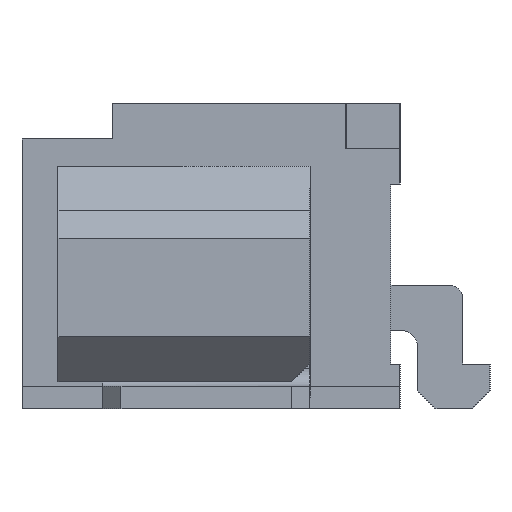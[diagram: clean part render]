
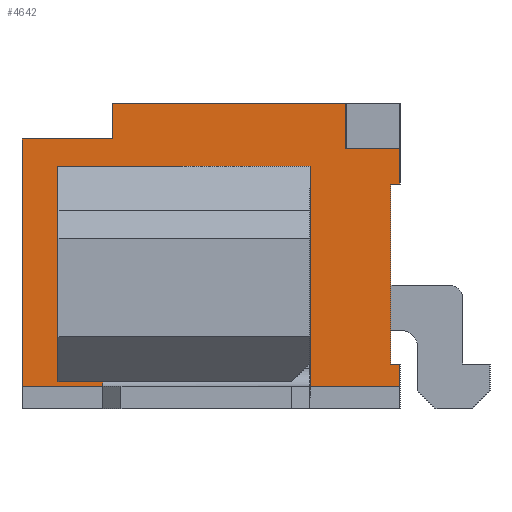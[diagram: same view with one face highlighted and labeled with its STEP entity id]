
A CAD part, left-side view. The second image highlights one B-rep face of the part: STEP entity #4642.
In plain terms, the highlighted planar face has unit normal (-1, 0, 0).
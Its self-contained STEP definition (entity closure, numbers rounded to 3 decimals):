
#69=DIRECTION('',(0.,0.,1.));
#70=VECTOR('',#69,0.25);
#71=CARTESIAN_POINT('',(-4.625,-2.1,-1.45));
#72=LINE('',#71,#70);
#165=DIRECTION('',(0.,0.,1.));
#166=VECTOR('',#165,0.4);
#167=CARTESIAN_POINT('',(-4.625,-2.1,0.8));
#168=LINE('',#167,#166);
#169=DIRECTION('',(0.,0.,1.));
#170=VECTOR('',#169,2.4);
#171=CARTESIAN_POINT('',(-4.625,-1.1,-1.4));
#172=LINE('',#171,#170);
#173=DIRECTION('',(0.,-1.,0.));
#174=VECTOR('',#173,2.8);
#175=CARTESIAN_POINT('',(-4.625,1.7,1.));
#176=LINE('',#175,#174);
#177=DIRECTION('',(0.,0.,1.));
#178=VECTOR('',#177,2.4);
#179=CARTESIAN_POINT('',(-4.625,1.7,-1.4));
#180=LINE('',#179,#178);
#181=DIRECTION('',(0.,-1.,0.));
#182=VECTOR('',#181,2.8);
#183=CARTESIAN_POINT('',(-4.625,1.7,-1.4));
#184=LINE('',#183,#182);
#185=DIRECTION('',(0.,1.,0.));
#186=VECTOR('',#185,0.6);
#187=CARTESIAN_POINT('',(-4.625,-2.1,1.2));
#188=LINE('',#187,#186);
#189=DIRECTION('',(0.,1.,0.));
#190=VECTOR('',#189,0.1);
#191=CARTESIAN_POINT('',(-4.625,-2.1,0.8));
#192=LINE('',#191,#190);
#193=DIRECTION('',(0.,0.,1.));
#194=VECTOR('',#193,2.);
#195=CARTESIAN_POINT('',(-4.625,-2.,-1.2));
#196=LINE('',#195,#194);
#197=DIRECTION('',(0.,1.,0.));
#198=VECTOR('',#197,0.1);
#199=CARTESIAN_POINT('',(-4.625,-2.1,-1.2));
#200=LINE('',#199,#198);
#201=DIRECTION('',(0.,-1.,0.));
#202=VECTOR('',#201,4.2);
#203=CARTESIAN_POINT('',(-4.625,2.1,-1.45));
#204=LINE('',#203,#202);
#205=DIRECTION('',(0.,0.,1.));
#206=VECTOR('',#205,2.75);
#207=CARTESIAN_POINT('',(-4.625,2.1,-1.45));
#208=LINE('',#207,#206);
#209=DIRECTION('',(0.,-1.,0.));
#210=VECTOR('',#209,1.);
#211=CARTESIAN_POINT('',(-4.625,2.1,1.3));
#212=LINE('',#211,#210);
#213=DIRECTION('',(0.,0.,-1.));
#214=VECTOR('',#213,0.4);
#215=CARTESIAN_POINT('',(-4.625,1.1,1.7));
#216=LINE('',#215,#214);
#217=DIRECTION('',(0.,0.,-1.));
#218=VECTOR('',#217,0.5);
#219=CARTESIAN_POINT('',(-4.625,-1.5,1.7));
#220=LINE('',#219,#218);
#945=DIRECTION('',(0.,-1.,0.));
#946=VECTOR('',#945,2.6);
#947=CARTESIAN_POINT('',(-4.625,1.1,1.7));
#948=LINE('',#947,#946);
#3397=CARTESIAN_POINT('',(-4.625,1.1,1.7));
#3399=VERTEX_POINT('',#3397);
#3409=CARTESIAN_POINT('',(-4.625,2.1,1.3));
#3410=CARTESIAN_POINT('',(-4.625,1.1,1.3));
#3411=VERTEX_POINT('',#3409);
#3412=VERTEX_POINT('',#3410);
#3457=CARTESIAN_POINT('',(-4.625,-1.1,-1.4));
#3458=CARTESIAN_POINT('',(-4.625,-1.1,1.));
#3459=VERTEX_POINT('',#3457);
#3460=VERTEX_POINT('',#3458);
#3461=CARTESIAN_POINT('',(-4.625,1.7,1.));
#3462=VERTEX_POINT('',#3461);
#3463=CARTESIAN_POINT('',(-4.625,1.7,-1.4));
#3464=VERTEX_POINT('',#3463);
#3643=CARTESIAN_POINT('',(-4.625,-2.1,-1.2));
#3644=CARTESIAN_POINT('',(-4.625,-2.,-1.2));
#3645=VERTEX_POINT('',#3643);
#3646=VERTEX_POINT('',#3644);
#3647=CARTESIAN_POINT('',(-4.625,-2.,0.8));
#3648=VERTEX_POINT('',#3647);
#3649=CARTESIAN_POINT('',(-4.625,-2.1,0.8));
#3650=VERTEX_POINT('',#3649);
#3749=CARTESIAN_POINT('',(-4.625,-1.5,1.7));
#3750=VERTEX_POINT('',#3749);
#3751=CARTESIAN_POINT('',(-4.625,-2.1,1.2));
#3752=CARTESIAN_POINT('',(-4.625,-1.5,1.2));
#3753=VERTEX_POINT('',#3751);
#3754=VERTEX_POINT('',#3752);
#4127=CARTESIAN_POINT('',(-4.625,2.1,-1.45));
#4128=CARTESIAN_POINT('',(-4.625,-2.1,-1.45));
#4129=VERTEX_POINT('',#4127);
#4130=VERTEX_POINT('',#4128);
#4604=CARTESIAN_POINT('',(-4.625,2.1,-1.7));
#4605=DIRECTION('',(-1.,0.,0.));
#4606=DIRECTION('',(0.,-1.,0.));
#4607=AXIS2_PLACEMENT_3D('',#4604,#4605,#4606);
#4608=PLANE('',#4607);
#4610=ORIENTED_EDGE('',*,*,#4609,.F.);
#4611=ORIENTED_EDGE('',*,*,#4584,.F.);
#4613=ORIENTED_EDGE('',*,*,#4612,.T.);
#4615=ORIENTED_EDGE('',*,*,#4614,.F.);
#4616=ORIENTED_EDGE('',*,*,#4594,.F.);
#4617=ORIENTED_EDGE('',*,*,#4512,.F.);
#4619=ORIENTED_EDGE('',*,*,#4618,.F.);
#4621=ORIENTED_EDGE('',*,*,#4620,.T.);
#4623=ORIENTED_EDGE('',*,*,#4622,.T.);
#4625=ORIENTED_EDGE('',*,*,#4624,.F.);
#4627=ORIENTED_EDGE('',*,*,#4626,.T.);
#4629=ORIENTED_EDGE('',*,*,#4628,.T.);
#4630=EDGE_LOOP('',(#4610,#4611,#4613,#4615,#4616,#4617,#4619,#4621,#4623,#4625,
#4627,#4629));
#4631=FACE_OUTER_BOUND('',#4630,.F.);
#4633=ORIENTED_EDGE('',*,*,#4632,.T.);
#4635=ORIENTED_EDGE('',*,*,#4634,.F.);
#4637=ORIENTED_EDGE('',*,*,#4636,.F.);
#4639=ORIENTED_EDGE('',*,*,#4638,.T.);
#4640=EDGE_LOOP('',(#4633,#4635,#4637,#4639));
#4641=FACE_BOUND('',#4640,.F.);
#4642=ADVANCED_FACE('',(#4631,#4641),#4608,.T.);
#4512=EDGE_CURVE('',#4130,#3645,#72,.T.);
#4584=EDGE_CURVE('',#3650,#3753,#168,.T.);
#4594=EDGE_CURVE('',#3645,#3646,#200,.T.);
#4609=EDGE_CURVE('',#3753,#3754,#188,.T.);
#4612=EDGE_CURVE('',#3650,#3648,#192,.T.);
#4614=EDGE_CURVE('',#3646,#3648,#196,.T.);
#4618=EDGE_CURVE('',#4129,#4130,#204,.T.);
#4620=EDGE_CURVE('',#4129,#3411,#208,.T.);
#4622=EDGE_CURVE('',#3411,#3412,#212,.T.);
#4624=EDGE_CURVE('',#3399,#3412,#216,.T.);
#4626=EDGE_CURVE('',#3399,#3750,#948,.T.);
#4628=EDGE_CURVE('',#3750,#3754,#220,.T.);
#4632=EDGE_CURVE('',#3459,#3460,#172,.T.);
#4634=EDGE_CURVE('',#3462,#3460,#176,.T.);
#4636=EDGE_CURVE('',#3464,#3462,#180,.T.);
#4638=EDGE_CURVE('',#3464,#3459,#184,.T.);
